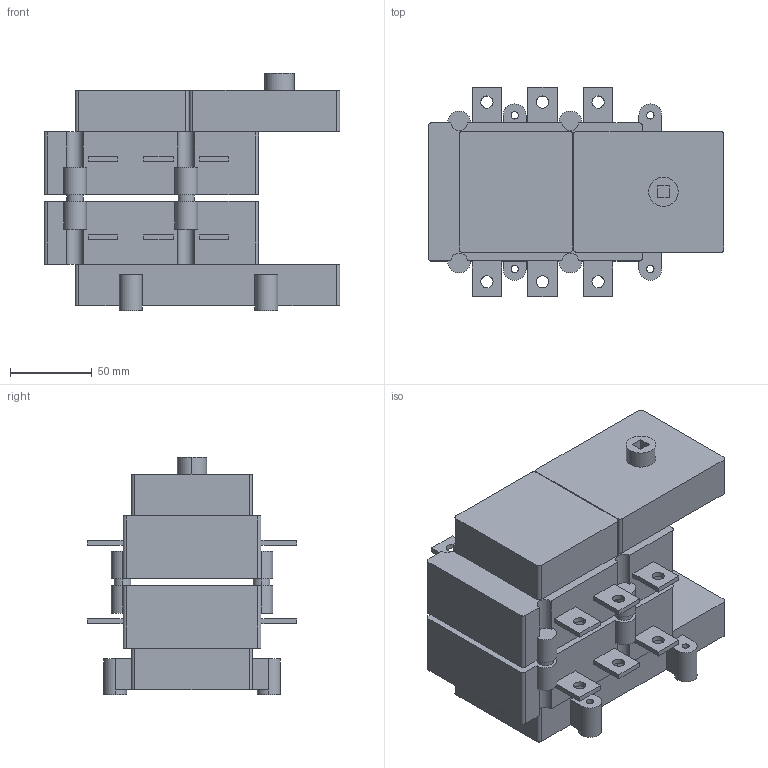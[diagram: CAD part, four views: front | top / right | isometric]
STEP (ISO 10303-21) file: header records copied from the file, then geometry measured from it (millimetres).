
FILE_DESCRIPTION((''),'2;1');
FILE_NAME('3d_GE0160E.stp','2013-07-10T14:27:09',(''),(''),'Mechanical Desktop 2011','Mechanical Desktop 2011',', , ');
FILE_SCHEMA(('CONFIG_CONTROL_DESIGN'));
Length unit declared in the file: millimetre
Products named in the file (1): Product
Bounding box: 181 x 128 x 145.5 mm (x, y, z)
Volume: 1499961 mm3; surface area: 139935 mm2
Topology: 1 solids, 1 shells, 229 faces, 1623 edges, 2381 vertices
Faces by surface type: bspline 82, plane 81, cylinder 66
Entity records: 13883 total; most frequent: CARTESIAN_POINT 3889, DIRECTION 2262, VECTOR 1280, LINE 1280, ORIENTED_EDGE 1236, TRIMMED_CURVE 968, EDGE_CURVE 618, AXIS2_PLACEMENT_3D 491
